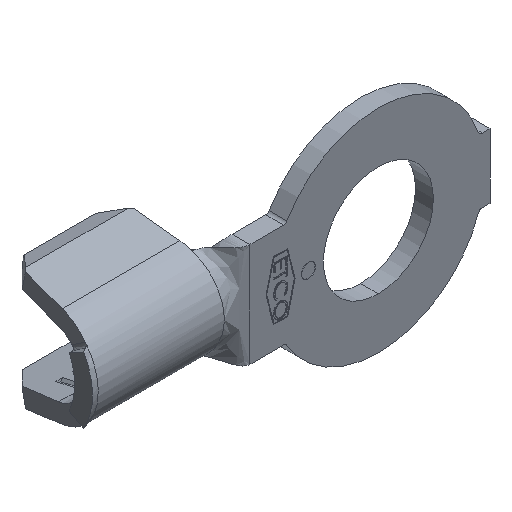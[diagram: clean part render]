
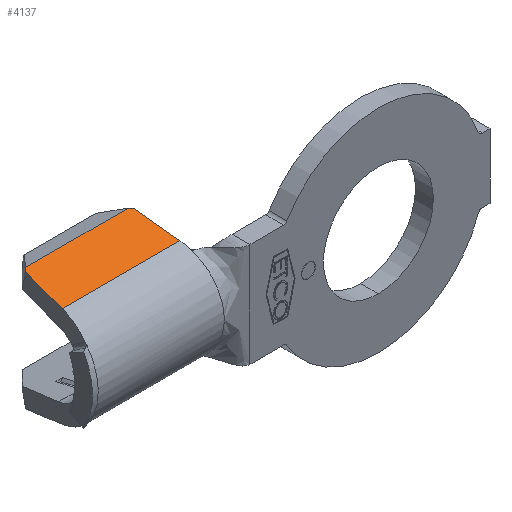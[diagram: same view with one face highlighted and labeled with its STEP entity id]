
A CAD part, isometric view. The second image highlights one B-rep face of the part: STEP entity #4137.
In plain terms, the highlighted planar face has unit normal (0, -0.219, 0.976).
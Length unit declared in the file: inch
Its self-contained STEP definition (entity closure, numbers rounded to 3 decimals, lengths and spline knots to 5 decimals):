
#127 = LINE ( 'NONE', #2913, #2602 ) ;
#340 = AXIS2_PLACEMENT_3D ( 'NONE', #4458, #4978, #1971 ) ;
#449 = VECTOR ( 'NONE', #5173, 39.37008 ) ;
#484 = CARTESIAN_POINT ( 'NONE',  ( -0.502, 0.07188, 0.08977 ) ) ;
#855 = VERTEX_POINT ( 'NONE', #1233 ) ;
#972 = DIRECTION ( 'NONE',  ( 1., 0., 0. ) ) ;
#1200 = LINE ( 'NONE', #2719, #6479 ) ;
#1233 = CARTESIAN_POINT ( 'NONE',  ( -0.297, 0.15096, 0.1075 ) ) ;
#1499 = EDGE_CURVE ( 'NONE', #3197, #855, #1200, .T. ) ;
#1625 = CARTESIAN_POINT ( 'NONE',  ( -0.48672, 0.14538, 0.10625 ) ) ;
#1680 = VERTEX_POINT ( 'NONE', #1625 ) ;
#1704 = ORIENTED_EDGE ( 'NONE', *, *, #2314, .F. ) ;
#1708 = EDGE_CURVE ( 'NONE', #6320, #1680, #3077, .T. ) ;
#1814 = FACE_OUTER_BOUND ( 'NONE', #6480, .T. ) ;
#1971 = DIRECTION ( 'NONE',  ( 0., -0.976, -0.219 ) ) ;
#2314 = EDGE_CURVE ( 'NONE', #3197, #5294, #5630, .T. ) ;
#2371 = DIRECTION ( 'NONE',  ( 0.102, -0.971, -0.218 ) ) ;
#2385 = EDGE_CURVE ( 'NONE', #3596, #855, #127, .T. ) ;
#2420 = ORIENTED_EDGE ( 'NONE', *, *, #4617, .T. ) ;
#2591 = EDGE_CURVE ( 'NONE', #3596, #1680, #4474, .T. ) ;
#2602 = VECTOR ( 'NONE', #5987, 39.37008 ) ;
#2719 = CARTESIAN_POINT ( 'NONE',  ( -0.359, 0.21145, 0.12106 ) ) ;
#2913 = CARTESIAN_POINT ( 'NONE',  ( -0.502, 0.15096, 0.1075 ) ) ;
#2956 = PLANE ( 'NONE',  #340 ) ;
#3077 = LINE ( 'NONE', #4162, #449 ) ;
#3197 = VERTEX_POINT ( 'NONE', #5087 ) ;
#3307 = ORIENTED_EDGE ( 'NONE', *, *, #1499, .T. ) ;
#3322 = DIRECTION ( 'NONE',  ( -0.707, -0.69, -0.155 ) ) ;
#3534 = ORIENTED_EDGE ( 'NONE', *, *, #2385, .F. ) ;
#3595 = LINE ( 'NONE', #484, #6198 ) ;
#3596 = VERTEX_POINT ( 'NONE', #4986 ) ;
#3718 = DIRECTION ( 'NONE',  ( -0.707, 0.69, 0.155 ) ) ;
#4137 = ADVANCED_FACE ( 'NONE', ( #1814 ), #2956, .T. ) ;
#4162 = CARTESIAN_POINT ( 'NONE',  ( -0.49452, 0.07113, 0.0896 ) ) ;
#4458 = CARTESIAN_POINT ( 'NONE',  ( -0.502, 0.07188, 0.08977 ) ) ;
#4474 = LINE ( 'NONE', #5897, #5706 ) ;
#4617 = EDGE_CURVE ( 'NONE', #6320, #5294, #3595, .T. ) ;
#4978 = DIRECTION ( 'NONE',  ( 0., -0.219, 0.976 ) ) ;
#4986 = CARTESIAN_POINT ( 'NONE',  ( -0.481, 0.15096, 0.1075 ) ) ;
#5087 = CARTESIAN_POINT ( 'NONE',  ( -0.29128, 0.14538, 0.10625 ) ) ;
#5152 = ORIENTED_EDGE ( 'NONE', *, *, #1708, .F. ) ;
#5173 = DIRECTION ( 'NONE',  ( 0.102, 0.971, 0.218 ) ) ;
#5294 = VERTEX_POINT ( 'NONE', #5829 ) ;
#5630 = LINE ( 'NONE', #5870, #5795 ) ;
#5706 = VECTOR ( 'NONE', #3322, 39.37008 ) ;
#5795 = VECTOR ( 'NONE', #2371, 39.37008 ) ;
#5829 = CARTESIAN_POINT ( 'NONE',  ( -0.28355, 0.07188, 0.08977 ) ) ;
#5870 = CARTESIAN_POINT ( 'NONE',  ( -0.28583, 0.09351, 0.09462 ) ) ;
#5897 = CARTESIAN_POINT ( 'NONE',  ( -0.53203, 0.10118, 0.09634 ) ) ;
#5972 = CARTESIAN_POINT ( 'NONE',  ( -0.49445, 0.07188, 0.08977 ) ) ;
#5987 = DIRECTION ( 'NONE',  ( 1., 0., 0. ) ) ;
#6198 = VECTOR ( 'NONE', #972, 39.37008 ) ;
#6265 = ORIENTED_EDGE ( 'NONE', *, *, #2591, .T. ) ;
#6320 = VERTEX_POINT ( 'NONE', #5972 ) ;
#6479 = VECTOR ( 'NONE', #3718, 39.37008 ) ;
#6480 = EDGE_LOOP ( 'NONE', ( #1704, #3307, #3534, #6265, #5152, #2420 ) ) ;
